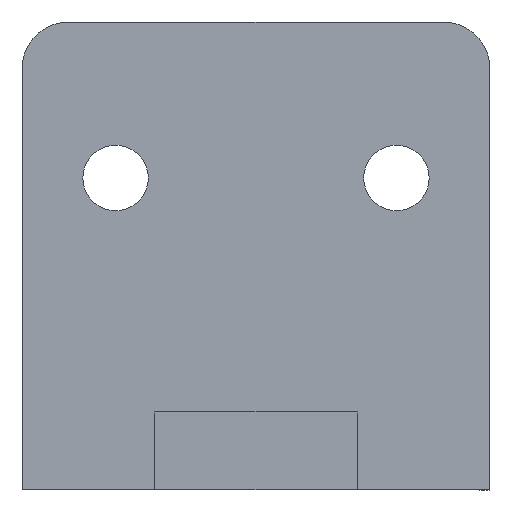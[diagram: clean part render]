
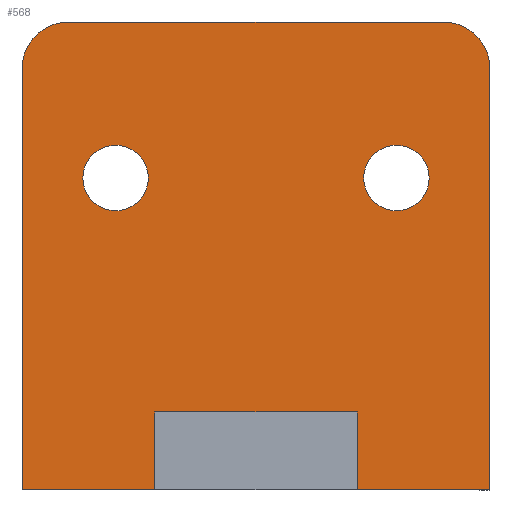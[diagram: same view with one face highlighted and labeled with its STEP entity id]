
A CAD part, front view. The second image highlights one B-rep face of the part: STEP entity #568.
In plain terms, the highlighted planar face has unit normal (0, -1, 0).
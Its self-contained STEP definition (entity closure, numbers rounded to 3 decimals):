
#15=FACE_BOUND('',#79,.T.);
#16=FACE_BOUND('',#80,.T.);
#29=PLANE('',#614);
#48=FACE_OUTER_BOUND('',#78,.T.);
#78=EDGE_LOOP('',(#403,#404,#405,#406,#407,#408,#409,#410,#411,#412));
#79=EDGE_LOOP('',(#413));
#80=EDGE_LOOP('',(#414));
#121=LINE('',#843,#178);
#127=LINE('',#855,#184);
#128=LINE('',#859,#185);
#129=LINE('',#861,#186);
#130=LINE('',#863,#187);
#131=LINE('',#865,#188);
#132=LINE('',#867,#189);
#133=LINE('',#868,#190);
#178=VECTOR('',#676,10.);
#184=VECTOR('',#684,10.);
#185=VECTOR('',#687,10.);
#186=VECTOR('',#688,10.);
#187=VECTOR('',#689,10.);
#188=VECTOR('',#690,10.);
#189=VECTOR('',#691,10.);
#190=VECTOR('',#692,10.);
#233=CIRCLE('',#611,3.);
#235=CIRCLE('',#615,3.);
#236=CIRCLE('',#616,2.1);
#237=CIRCLE('',#617,2.1);
#257=VERTEX_POINT('',#833);
#258=VERTEX_POINT('',#834);
#261=VERTEX_POINT('',#842);
#266=VERTEX_POINT('',#854);
#267=VERTEX_POINT('',#856);
#268=VERTEX_POINT('',#858);
#269=VERTEX_POINT('',#860);
#270=VERTEX_POINT('',#862);
#271=VERTEX_POINT('',#864);
#272=VERTEX_POINT('',#866);
#273=VERTEX_POINT('',#869);
#274=VERTEX_POINT('',#871);
#311=EDGE_CURVE('',#257,#258,#233,.T.);
#315=EDGE_CURVE('',#258,#261,#121,.T.);
#321=EDGE_CURVE('',#266,#257,#127,.T.);
#322=EDGE_CURVE('',#267,#266,#235,.T.);
#323=EDGE_CURVE('',#268,#267,#128,.T.);
#324=EDGE_CURVE('',#269,#268,#129,.T.);
#325=EDGE_CURVE('',#270,#269,#130,.T.);
#326=EDGE_CURVE('',#271,#270,#131,.T.);
#327=EDGE_CURVE('',#272,#271,#132,.T.);
#328=EDGE_CURVE('',#261,#272,#133,.T.);
#329=EDGE_CURVE('',#273,#273,#236,.T.);
#330=EDGE_CURVE('',#274,#274,#237,.T.);
#403=ORIENTED_EDGE('',*,*,#311,.F.);
#404=ORIENTED_EDGE('',*,*,#321,.F.);
#405=ORIENTED_EDGE('',*,*,#322,.F.);
#406=ORIENTED_EDGE('',*,*,#323,.F.);
#407=ORIENTED_EDGE('',*,*,#324,.F.);
#408=ORIENTED_EDGE('',*,*,#325,.F.);
#409=ORIENTED_EDGE('',*,*,#326,.F.);
#410=ORIENTED_EDGE('',*,*,#327,.F.);
#411=ORIENTED_EDGE('',*,*,#328,.F.);
#412=ORIENTED_EDGE('',*,*,#315,.F.);
#413=ORIENTED_EDGE('',*,*,#329,.F.);
#414=ORIENTED_EDGE('',*,*,#330,.F.);
#568=ADVANCED_FACE('',(#48,#15,#16),#29,.F.);
#611=AXIS2_PLACEMENT_3D('',#835,#668,#669);
#614=AXIS2_PLACEMENT_3D('',#853,#682,#683);
#615=AXIS2_PLACEMENT_3D('',#857,#685,#686);
#616=AXIS2_PLACEMENT_3D('',#870,#693,#694);
#617=AXIS2_PLACEMENT_3D('',#872,#695,#696);
#668=DIRECTION('center_axis',(0.,1.,0.));
#669=DIRECTION('ref_axis',(0.707,0.,0.707));
#676=DIRECTION('',(0.,0.,-1.));
#682=DIRECTION('center_axis',(0.,1.,0.));
#683=DIRECTION('ref_axis',(1.,0.,0.));
#684=DIRECTION('',(1.,0.,0.));
#685=DIRECTION('center_axis',(0.,1.,0.));
#686=DIRECTION('ref_axis',(-0.707,0.,0.707));
#687=DIRECTION('',(0.,0.,1.));
#688=DIRECTION('',(-1.,0.,0.));
#689=DIRECTION('',(0.,0.,-1.));
#690=DIRECTION('',(-1.,0.,0.));
#691=DIRECTION('',(0.,0.,1.));
#692=DIRECTION('',(-1.,0.,0.));
#693=DIRECTION('center_axis',(0.,-1.,0.));
#694=DIRECTION('ref_axis',(-1.,0.,0.));
#695=DIRECTION('center_axis',(0.,-1.,0.));
#696=DIRECTION('ref_axis',(-1.,0.,0.));
#833=CARTESIAN_POINT('',(27.,43.,30.));
#834=CARTESIAN_POINT('',(30.,43.,27.));
#835=CARTESIAN_POINT('Origin',(27.,43.,27.));
#842=CARTESIAN_POINT('',(30.,43.,0.));
#843=CARTESIAN_POINT('',(30.,43.,20.));
#853=CARTESIAN_POINT('Origin',(15.,43.,33.));
#854=CARTESIAN_POINT('',(3.,43.,30.));
#855=CARTESIAN_POINT('',(7.5,43.,30.));
#856=CARTESIAN_POINT('',(0.,43.,27.));
#857=CARTESIAN_POINT('Origin',(3.,43.,27.));
#858=CARTESIAN_POINT('',(0.,43.,0.));
#859=CARTESIAN_POINT('',(0.,43.,30.5));
#860=CARTESIAN_POINT('',(8.5,43.,0.));
#861=CARTESIAN_POINT('',(22.5,43.,0.));
#862=CARTESIAN_POINT('',(8.5,43.,5.));
#863=CARTESIAN_POINT('',(8.5,43.,16.5));
#864=CARTESIAN_POINT('',(21.5,43.,5.));
#865=CARTESIAN_POINT('',(11.75,43.,5.));
#866=CARTESIAN_POINT('',(21.5,43.,0.));
#867=CARTESIAN_POINT('',(21.5,43.,19.));
#868=CARTESIAN_POINT('',(22.5,43.,0.));
#869=CARTESIAN_POINT('',(8.1,43.,20.));
#870=CARTESIAN_POINT('Origin',(6.,43.,20.));
#871=CARTESIAN_POINT('',(26.1,43.,20.));
#872=CARTESIAN_POINT('Origin',(24.,43.,20.));
